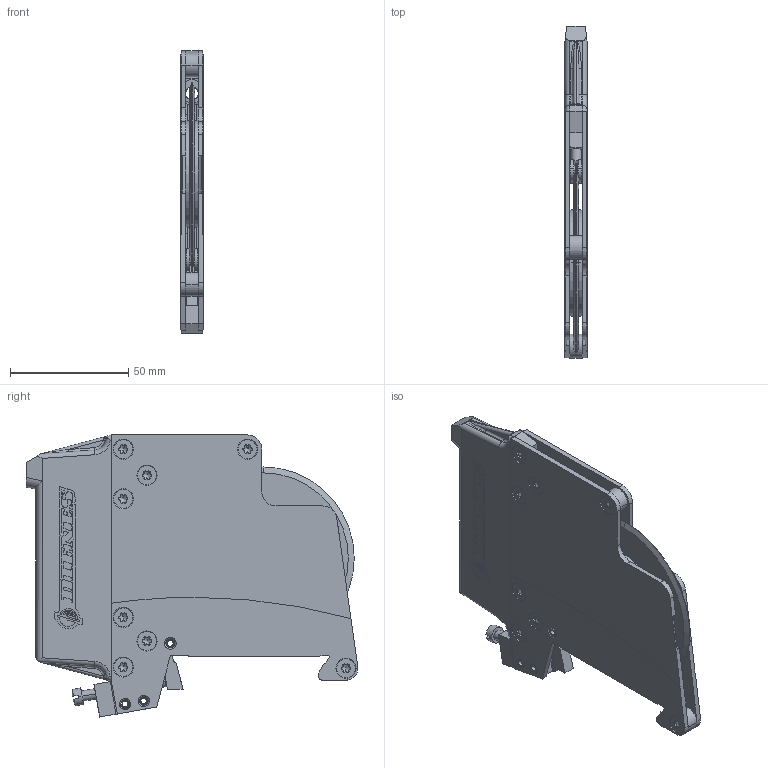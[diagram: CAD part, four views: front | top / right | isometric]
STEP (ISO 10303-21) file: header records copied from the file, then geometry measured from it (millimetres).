
FILE_DESCRIPTION (( 'STEP AP214' ), '1' );
FILE_NAME ('02022-01.STEP', '2022-06-22T17:20:36', ( '' ), ( '' ), 'SwSTEP 2.0', 'SolidWorks 2021', '' );
FILE_SCHEMA (( 'AUTOMOTIVE_DESIGN' ));
Length unit declared in the file: inch
Products named in the file (1): 02022-01
Bounding box: 9.48 x 140 x 119.1 mm (x, y, z)
Surface area: 56660.6 mm2 (no closed solid volume)
Topology: 0 solids, 49 shells, 715 faces, 2271 edges, 1588 vertices
Faces by surface type: cylinder 460, plane 154, cone 67, bspline 20, torus 10, sphere 4
Entity records: 35482 total; most frequent: CARTESIAN_POINT 6017, DIRECTION 4566, ORIENTED_EDGE 3703, EDGE_CURVE 2253, AXIS2_PLACEMENT_3D 1776, VERTEX_POINT 1588, CIRCLE 1080, VECTOR 1014
